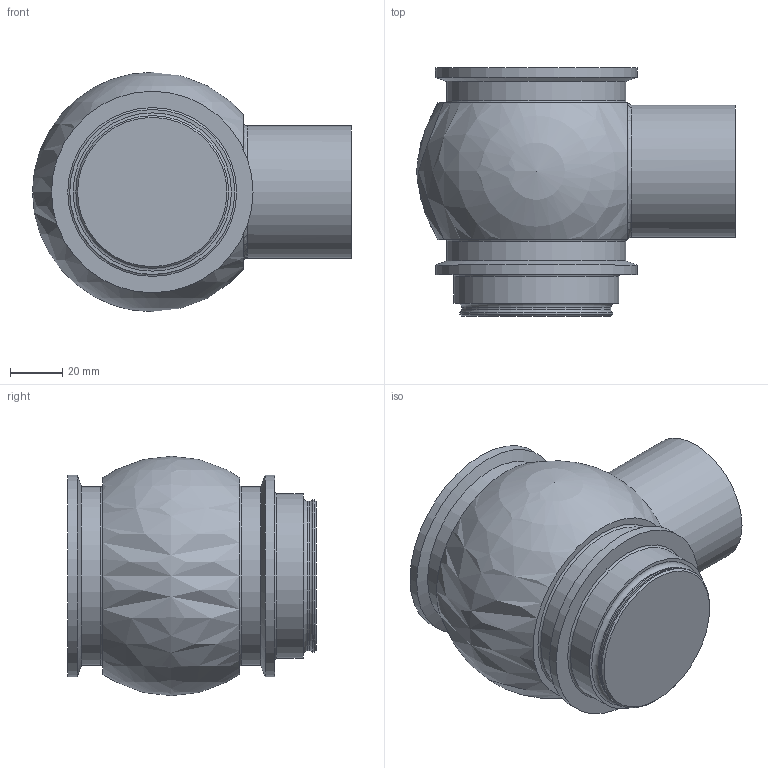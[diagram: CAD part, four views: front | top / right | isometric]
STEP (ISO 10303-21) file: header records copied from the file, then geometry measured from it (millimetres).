
FILE_DESCRIPTION(/* description */ (''),/* implementation_level */ '2;1');
FILE_NAME(/* name */ '102146.stp',/* time_stamp */ '2021-03-12T10:47:56-06:00',/* author */ ('FA67NH'),/* organization */ (''),/* preprocessor_version */ 'ST-DEVELOPER v18.1',/* originating_system */ 'Autodesk Inventor 2020',/* authorisation */ '');
FILE_SCHEMA (('AUTOMOTIVE_DESIGN { 1 0 10303 214 3 1 1 }'));
Length unit declared in the file: inch
Products named in the file (1): 102146
Bounding box: 122.61 x 95.45 x 92.05 mm (x, y, z)
Volume: 536855.2 mm3; surface area: 42559.8 mm2
Topology: 1 solids, 1 shells, 27 faces, 82 edges, 60 vertices
Faces by surface type: plane 9, cylinder 8, torus 6, cone 3, sphere 1
Full cylindrical faces by diameter (mm): 50.8 x1, 57.277 x1, 58.75 x1, 63.398 x1, 68.783 x2, 77.47 x2
Entity records: 1034 total; most frequent: DIRECTION 197, CARTESIAN_POINT 186, ORIENTED_EDGE 160, AXIS2_PLACEMENT_3D 91, EDGE_CURVE 80, CIRCLE 63, VERTEX_POINT 60, EDGE_LOOP 32
